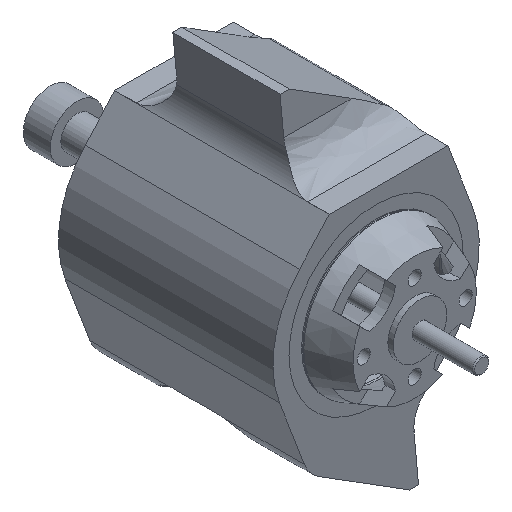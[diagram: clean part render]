
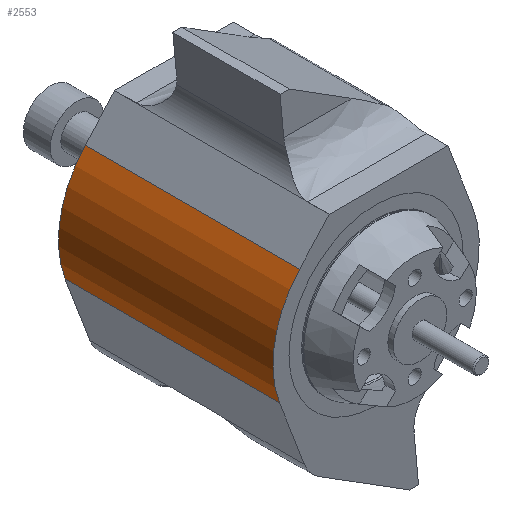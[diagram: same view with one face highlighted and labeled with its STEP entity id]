
A CAD part, isometric view. The second image highlights one B-rep face of the part: STEP entity #2553.
In plain terms, the highlighted cylindrical face has radius 19.25 mm (diameter 38.5 mm), a partial arc.
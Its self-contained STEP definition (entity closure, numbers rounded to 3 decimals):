
#358=FACE_OUTER_BOUND('',#515,.T.);
#515=EDGE_LOOP('',(#2338,#2339,#2340,#2341));
#676=LINE('',#4772,#840);
#691=LINE('',#4810,#855);
#840=VECTOR('',#3546,10.);
#855=VECTOR('',#3591,10.);
#987=CIRCLE('',#2847,19.25);
#994=CIRCLE('',#2874,19.25);
#1205=VERTEX_POINT('',#4580);
#1206=VERTEX_POINT('',#4582);
#1236=VERTEX_POINT('',#4770);
#1244=VERTEX_POINT('',#4797);
#1552=EDGE_CURVE('',#1205,#1206,#987,.T.);
#1596=EDGE_CURVE('',#1205,#1236,#676,.T.);
#1611=EDGE_CURVE('',#1244,#1236,#994,.T.);
#1616=EDGE_CURVE('',#1206,#1244,#691,.T.);
#2338=ORIENTED_EDGE('',*,*,#1596,.T.);
#2339=ORIENTED_EDGE('',*,*,#1611,.F.);
#2340=ORIENTED_EDGE('',*,*,#1616,.F.);
#2341=ORIENTED_EDGE('',*,*,#1552,.F.);
#2431=CYLINDRICAL_SURFACE('',#2882,19.25);
#2553=ADVANCED_FACE('',(#358),#2431,.T.);
#2847=AXIS2_PLACEMENT_3D('',#4583,#3483,#3484);
#2874=AXIS2_PLACEMENT_3D('',#4799,#3572,#3573);
#2882=AXIS2_PLACEMENT_3D('',#4811,#3592,#3593);
#3483=DIRECTION('center_axis',(0.,1.,0.));
#3484=DIRECTION('ref_axis',(-0.982,0.,0.186));
#3546=DIRECTION('',(0.,-1.,0.));
#3572=DIRECTION('center_axis',(0.,-1.,0.));
#3573=DIRECTION('ref_axis',(0.966,0.,-0.259));
#3591=DIRECTION('',(0.,-1.,0.));
#3592=DIRECTION('center_axis',(0.,1.,0.));
#3593=DIRECTION('ref_axis',(-0.982,0.,0.186));
#4580=CARTESIAN_POINT('',(-17.365,35.273,20.591));
#4582=CARTESIAN_POINT('',(-13.624,35.273,40.313));
#4583=CARTESIAN_POINT('Origin',(0.644,35.273,27.391));
#4770=CARTESIAN_POINT('',(-17.365,-4.727,20.591));
#4772=CARTESIAN_POINT('',(-17.365,0.,20.591));
#4797=CARTESIAN_POINT('',(-13.624,-4.727,40.313));
#4799=CARTESIAN_POINT('Origin',(0.644,-4.727,27.391));
#4810=CARTESIAN_POINT('',(-13.624,0.,40.313));
#4811=CARTESIAN_POINT('Origin',(0.644,0.,27.391));
